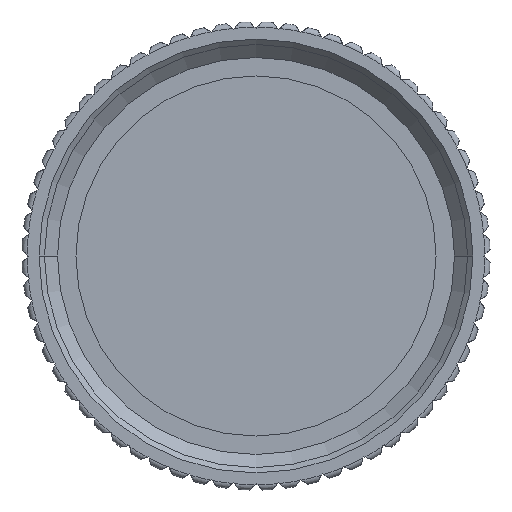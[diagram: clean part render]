
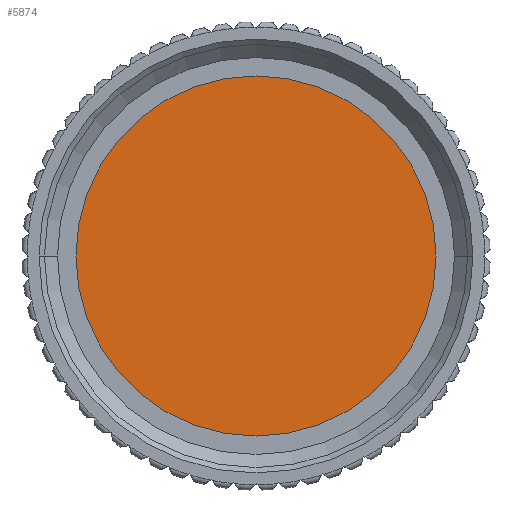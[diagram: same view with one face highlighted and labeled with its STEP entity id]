
A CAD part, front view. The second image highlights one B-rep face of the part: STEP entity #5874.
In plain terms, the highlighted planar face has unit normal (0, -1, 0).
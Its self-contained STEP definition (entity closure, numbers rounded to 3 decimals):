
#14=CARTESIAN_POINT('',(0.,10.,0.));
#15=DIRECTION('',(0.,-1.,0.));
#16=DIRECTION('',(1.,0.,0.));
#17=AXIS2_PLACEMENT_3D('',#14,#15,#16);
#19=CARTESIAN_POINT('',(0.,10.,0.));
#20=DIRECTION('',(0.,-1.,0.));
#21=DIRECTION('',(-1.,0.,0.));
#22=AXIS2_PLACEMENT_3D('',#19,#20,#21);
#5855=CARTESIAN_POINT('',(10.,10.,0.));
#5856=CARTESIAN_POINT('',(-10.,10.,0.));
#5857=VERTEX_POINT('',#5855);
#5858=VERTEX_POINT('',#5856);
#5863=CARTESIAN_POINT('',(0.,10.,0.));
#5864=DIRECTION('',(0.,-1.,0.));
#5865=DIRECTION('',(-1.,0.,0.));
#5866=AXIS2_PLACEMENT_3D('',#5863,#5864,#5865);
#5867=PLANE('',#5866);
#5869=ORIENTED_EDGE('',*,*,#5868,.F.);
#5871=ORIENTED_EDGE('',*,*,#5870,.F.);
#5872=EDGE_LOOP('',(#5869,#5871));
#5873=FACE_OUTER_BOUND('',#5872,.F.);
#18=CIRCLE('',#17,10.);
#23=CIRCLE('',#22,10.);
#5868=EDGE_CURVE('',#5857,#5858,#18,.T.);
#5870=EDGE_CURVE('',#5858,#5857,#23,.T.);
#5874=ADVANCED_FACE('',(#5873),#5867,.T.);
